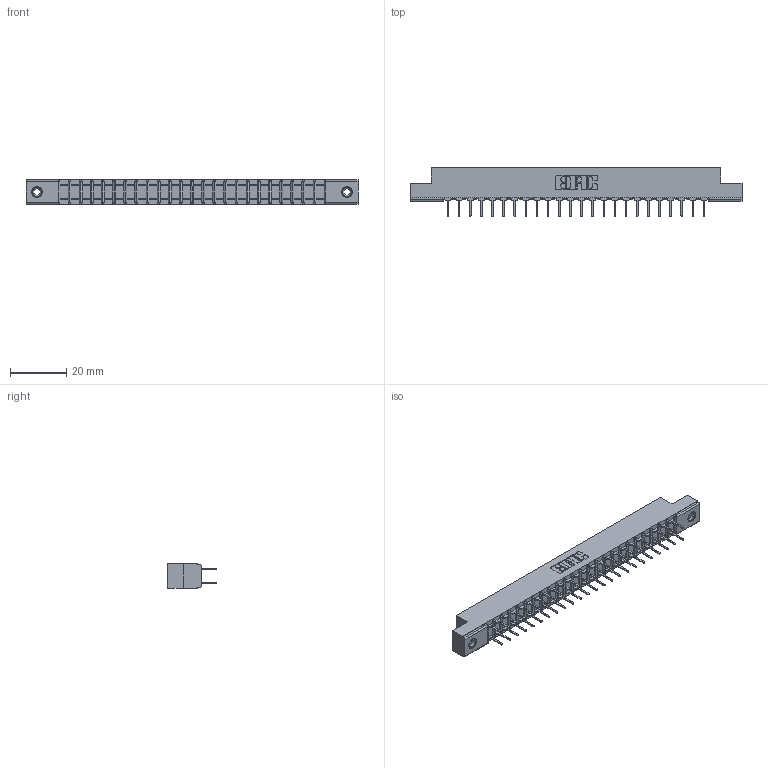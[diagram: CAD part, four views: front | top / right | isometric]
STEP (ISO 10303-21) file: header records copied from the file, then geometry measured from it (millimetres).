
FILE_DESCRIPTION (( 'STEP AP203' ), '1' );
FILE_NAME ('307-048-524-208.STEP', '2019-09-06T09:46:39', ( '' ), ( '' ), 'SwSTEP 2.0', 'SolidWorks 2016', '' );
FILE_SCHEMA (( 'CONFIG_CONTROL_DESIGN' ));
Length unit declared in the file: inch
Products named in the file (4): 307 Part_.156 Dia Mounting Holes; 307-048-524-208; 307-290-001_524; 345-250-001_345-250-003-102
Assembly tree (51 placements, depth 2):
  307-048-524-208
    307 Part_.156 Dia Mounting Holes
    307-290-001_524  x48
    345-250-001_345-250-003-102  x2
Bounding box: 118.11 x 17.42 x 8.71 mm (x, y, z)
Volume: 7703.4 mm3; surface area: 13650.2 mm2
Topology: 51 solids, 51 shells, 2411 faces, 6699 edges, 4326 vertices
Faces by surface type: plane 1590, cylinder 755, sphere 50, cone 12, torus 4
Entity records: 24715 total; most frequent: CARTESIAN_POINT 4031, ORIENTED_EDGE 3986, DIRECTION 3965, EDGE_CURVE 1993, LINE 1521, VECTOR 1521, VERTEX_POINT 1288, AXIS2_PLACEMENT_3D 1222
